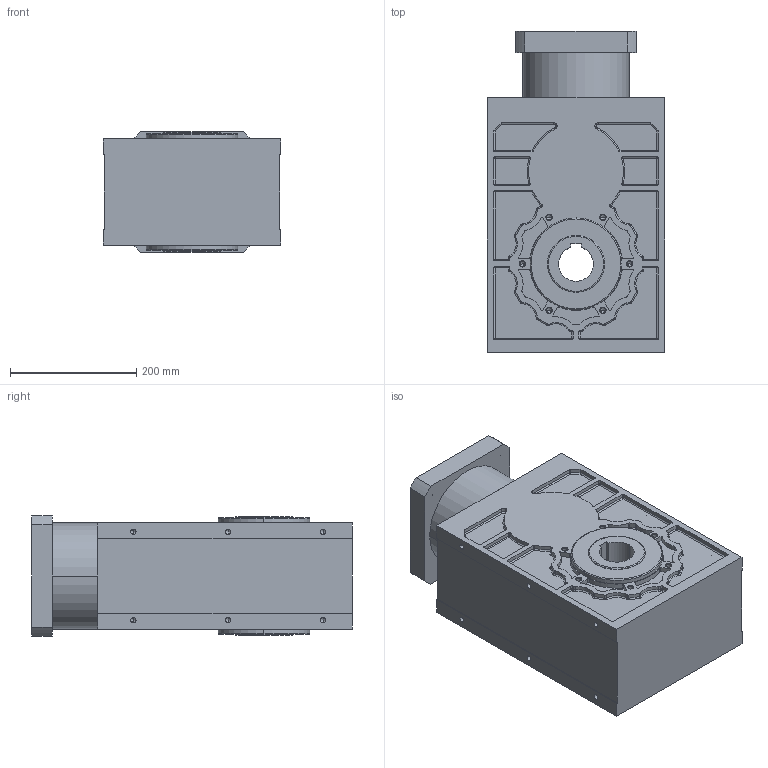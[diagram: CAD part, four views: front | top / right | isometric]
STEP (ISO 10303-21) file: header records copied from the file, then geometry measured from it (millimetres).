
FILE_DESCRIPTION((''),'2;1');
FILE_NAME('AT280-S3-190','2022-06-27T10:38:15',('Administrator'),(''),'CREO PARAMETRIC BY PTC INC, 2019010','CREO PARAMETRIC BY PTC INC, 2019010','');
FILE_SCHEMA(('CONFIG_CONTROL_DESIGN'));
Length unit declared in the file: millimetre
Products named in the file (1): AT280-S3-190
Bounding box: 280 x 507.5 x 190 mm (x, y, z)
Volume: 20206587.1 mm3; surface area: 688009.7 mm2
Topology: 1 solids, 1 shells, 877 faces, 2236 edges, 1295 vertices
Faces by surface type: cylinder 440, plane 181, torus 96, cone 80, sphere 72, bspline 8
Entity records: 25809 total; most frequent: DIRECTION 4997, CARTESIAN_POINT 4442, ORIENTED_EDGE 4216, EDGE_CURVE 2108, AXIS2_PLACEMENT_3D 2028, VERTEX_POINT 1295, CIRCLE 1159, VECTOR 941
